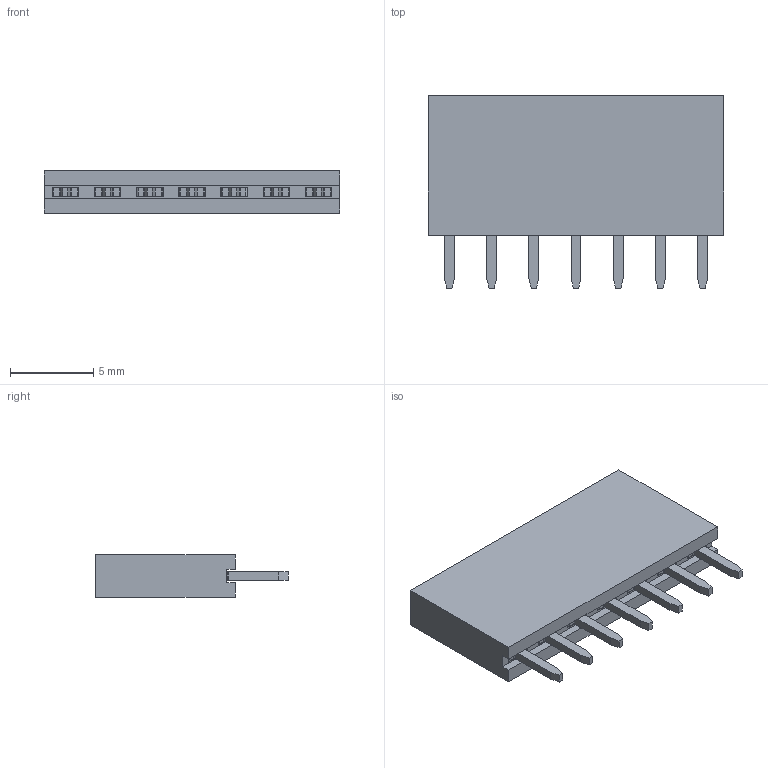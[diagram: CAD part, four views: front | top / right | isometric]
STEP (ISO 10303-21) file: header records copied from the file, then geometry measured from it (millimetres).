
FILE_DESCRIPTION((''),'2;1');
FILE_NAME('PBS-7.stp','2019-11-02T10:46:00',('Shuvalov'),(''),'Autodesk Inventor 2011','Autodesk Inventor 2011','');
FILE_SCHEMA(('CONFIG_CONTROL_DESIGN'));
Length unit declared in the file: millimetre
Products named in the file (1): PBS-7
Bounding box: 17.78 x 11.6 x 2.54 mm (x, y, z)
Volume: 348.4 mm3; surface area: 680.9 mm2
Topology: 8 solids, 8 shells, 220 faces, 542 edges, 352 vertices
Faces by surface type: plane 192, cylinder 28
Entity records: 6536 total; most frequent: CARTESIAN_POINT 1115, ORIENTED_EDGE 1084, DIRECTION 1040, EDGE_CURVE 542, VECTOR 486, LINE 486, VERTEX_POINT 352, AXIS2_PLACEMENT_3D 277
